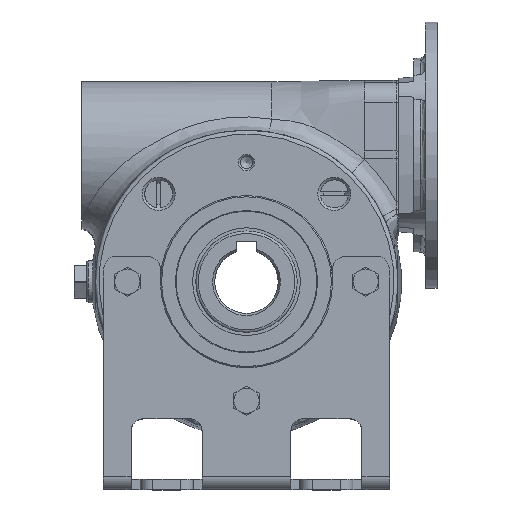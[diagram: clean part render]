
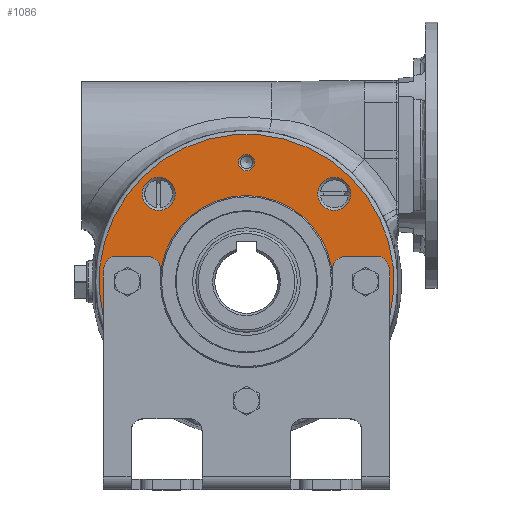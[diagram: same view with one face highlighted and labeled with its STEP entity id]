
A CAD part, top view. The second image highlights one B-rep face of the part: STEP entity #1086.
In plain terms, the highlighted planar face has unit normal (0, 0, 1).
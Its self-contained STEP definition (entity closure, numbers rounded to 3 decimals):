
#1086 = ADVANCED_FACE( '', ( #2602, #2603, #2604, #2605 ), #2606, .T. );
#2602 = FACE_BOUND( '', #5849, .T. );
#2603 = FACE_BOUND( '', #5850, .T. );
#2604 = FACE_BOUND( '', #5851, .T. );
#2605 = FACE_OUTER_BOUND( '', #5852, .T. );
#2606 = PLANE( '', #5853 );
#5849 = EDGE_LOOP( '', ( #10396 ) );
#5850 = EDGE_LOOP( '', ( #10397 ) );
#5851 = EDGE_LOOP( '', ( #10398 ) );
#5852 = EDGE_LOOP( '', ( #10399, #10400, #10401, #10402, #10403, #10404, #10405, #10406, #10407, #10408, #10409, #10410, #10411, #10412 ) );
#5853 = AXIS2_PLACEMENT_3D( '', #10413, #10414, #10415 );
#10396 = ORIENTED_EDGE( '', *, *, #13981, .T. );
#10397 = ORIENTED_EDGE( '', *, *, #14237, .T. );
#10398 = ORIENTED_EDGE( '', *, *, #14238, .T. );
#10399 = ORIENTED_EDGE( '', *, *, #14239, .F. );
#10400 = ORIENTED_EDGE( '', *, *, #14240, .T. );
#10401 = ORIENTED_EDGE( '', *, *, #14241, .F. );
#10402 = ORIENTED_EDGE( '', *, *, #14242, .T. );
#10403 = ORIENTED_EDGE( '', *, *, #14169, .F. );
#10404 = ORIENTED_EDGE( '', *, *, #14243, .F. );
#10405 = ORIENTED_EDGE( '', *, *, #14244, .F. );
#10406 = ORIENTED_EDGE( '', *, *, #13411, .F. );
#10407 = ORIENTED_EDGE( '', *, *, #14245, .F. );
#10408 = ORIENTED_EDGE( '', *, *, #14246, .T. );
#10409 = ORIENTED_EDGE( '', *, *, #14247, .F. );
#10410 = ORIENTED_EDGE( '', *, *, #14248, .F. );
#10411 = ORIENTED_EDGE( '', *, *, #14249, .F. );
#10412 = ORIENTED_EDGE( '', *, *, #13359, .F. );
#10413 = CARTESIAN_POINT( '', ( 34., 0., 38. ) );
#10414 = DIRECTION( '', ( 0., 0., 1. ) );
#10415 = DIRECTION( '', ( 1., 0., 0. ) );
#13359 = EDGE_CURVE( '', #15289, #15290, #15291, .T. );
#13411 = EDGE_CURVE( '', #15386, #15387, #15388, .T. );
#13981 = EDGE_CURVE( '', #16311, #16311, #16312, .T. );
#14169 = EDGE_CURVE( '', #16592, #16594, #16595, .T. );
#14237 = EDGE_CURVE( '', #16680, #16680, #16681, .T. );
#14238 = EDGE_CURVE( '', #16682, #16682, #16683, .T. );
#14239 = EDGE_CURVE( '', #16684, #15289, #16685, .T. );
#14240 = EDGE_CURVE( '', #16684, #16686, #16687, .T. );
#14241 = EDGE_CURVE( '', #16688, #16686, #16689, .T. );
#14242 = EDGE_CURVE( '', #16688, #16594, #16690, .T. );
#14243 = EDGE_CURVE( '', #16691, #16592, #16692, .T. );
#14244 = EDGE_CURVE( '', #15387, #16691, #16693, .T. );
#14245 = EDGE_CURVE( '', #16694, #15386, #16695, .T. );
#14246 = EDGE_CURVE( '', #16694, #15434, #16696, .F. );
#14247 = EDGE_CURVE( '', #16697, #15434, #16698, .T. );
#14248 = EDGE_CURVE( '', #16699, #16697, #16700, .T. );
#14249 = EDGE_CURVE( '', #15290, #16699, #16701, .T. );
#15289 = VERTEX_POINT( '', #18161 );
#15290 = VERTEX_POINT( '', #18162 );
#15291 = LINE( '', #18163, #18164 );
#15386 = VERTEX_POINT( '', #18287 );
#15387 = VERTEX_POINT( '', #18288 );
#15388 = CIRCLE( '', #18289, 56.5 );
#15434 = VERTEX_POINT( '', #18360 );
#16311 = VERTEX_POINT( '', #20294 );
#16312 = CIRCLE( '', #20295, 3.259 );
#16592 = VERTEX_POINT( '', #20697 );
#16594 = VERTEX_POINT( '', #20700 );
#16595 = CIRCLE( '', #20701, 5. );
#16680 = VERTEX_POINT( '', #20941 );
#16681 = CIRCLE( '', #20942, 6.5 );
#16682 = VERTEX_POINT( '', #20943 );
#16683 = CIRCLE( '', #20944, 6.5 );
#16684 = VERTEX_POINT( '', #20945 );
#16685 = CIRCLE( '', #20946, 5. );
#16686 = VERTEX_POINT( '', #20947 );
#16687 = LINE( '', #20948, #20949 );
#16688 = VERTEX_POINT( '', #20950 );
#16689 = CIRCLE( '', #20951, 34. );
#16690 = LINE( '', #20952, #20953 );
#16691 = VERTEX_POINT( '', #20954 );
#16692 = LINE( '', #20955, #20956 );
#16693 = CIRCLE( '', #20957, 5. );
#16694 = VERTEX_POINT( '', #20958 );
#16695 = LINE( '', #20959, #20960 );
#16696 = CIRCLE( '', #20961, 58.155 );
#16697 = VERTEX_POINT( '', #20962 );
#16698 = LINE( '', #20963, #20964 );
#16699 = VERTEX_POINT( '', #20965 );
#16700 = CIRCLE( '', #20966, 56.5 );
#16701 = CIRCLE( '', #20967, 5. );
#18161 = CARTESIAN_POINT( '', ( -39., 10., 38. ) );
#18162 = CARTESIAN_POINT( '', ( -51.257, 10., 38. ) );
#18163 = CARTESIAN_POINT( '', ( 0., 10., 38. ) );
#18164 = VECTOR( '', #22990, 1000. );
#18287 = CARTESIAN_POINT( '', ( 56.5, 0., 38. ) );
#18288 = CARTESIAN_POINT( '', ( 56.233, 5.485, 38. ) );
#18289 = AXIS2_PLACEMENT_3D( '', #23076, #23077, #23078 );
#18360 = CARTESIAN_POINT( '', ( -56.5, -13.775, 38. ) );
#20294 = CARTESIAN_POINT( '', ( 3.258, 47., 38. ) );
#20295 = AXIS2_PLACEMENT_3D( '', #23751, #23752, #23753 );
#20697 = CARTESIAN_POINT( '', ( 39., 10., 38. ) );
#20700 = CARTESIAN_POINT( '', ( 34., 5., 38. ) );
#20701 = AXIS2_PLACEMENT_3D( '', #23994, #23995, #23996 );
#20941 = CARTESIAN_POINT( '', ( -41.148, 34.648, 38. ) );
#20942 = AXIS2_PLACEMENT_3D( '', #24080, #24081, #24082 );
#20943 = CARTESIAN_POINT( '', ( 28.148, 34.648, 38. ) );
#20944 = AXIS2_PLACEMENT_3D( '', #24083, #24084, #24085 );
#20945 = CARTESIAN_POINT( '', ( -34., 5., 38. ) );
#20946 = AXIS2_PLACEMENT_3D( '', #24086, #24087, #24088 );
#20947 = CARTESIAN_POINT( '', ( -34., 0., 38. ) );
#20948 = CARTESIAN_POINT( '', ( -34., 0., 38. ) );
#20949 = VECTOR( '', #24089, 1000. );
#20950 = CARTESIAN_POINT( '', ( 34., 0., 38. ) );
#20951 = AXIS2_PLACEMENT_3D( '', #24090, #24091, #24092 );
#20952 = CARTESIAN_POINT( '', ( 34., 0., 38. ) );
#20953 = VECTOR( '', #24093, 1000. );
#20954 = CARTESIAN_POINT( '', ( 51.257, 10., 38. ) );
#20955 = CARTESIAN_POINT( '', ( 0., 10., 38. ) );
#20956 = VECTOR( '', #24094, 1000. );
#20957 = AXIS2_PLACEMENT_3D( '', #24095, #24096, #24097 );
#20958 = CARTESIAN_POINT( '', ( 56.5, -13.775, 38. ) );
#20959 = CARTESIAN_POINT( '', ( 56.5, -78.822, 38. ) );
#20960 = VECTOR( '', #24098, 1000. );
#20961 = AXIS2_PLACEMENT_3D( '', #24099, #24100, #24101 );
#20962 = CARTESIAN_POINT( '', ( -56.5, 0., 38. ) );
#20963 = CARTESIAN_POINT( '', ( -56.5, -78.822, 38. ) );
#20964 = VECTOR( '', #24102, 1000. );
#20965 = CARTESIAN_POINT( '', ( -56.233, 5.485, 38. ) );
#20966 = AXIS2_PLACEMENT_3D( '', #24103, #24104, #24105 );
#20967 = AXIS2_PLACEMENT_3D( '', #24106, #24107, #24108 );
#22990 = DIRECTION( '', ( -1., 0., 0. ) );
#23076 = CARTESIAN_POINT( '', ( 0., 0., 38. ) );
#23077 = DIRECTION( '', ( 0., 0., 1. ) );
#23078 = DIRECTION( '', ( 0., 1., 0. ) );
#23751 = CARTESIAN_POINT( '', ( 0., 47., 38. ) );
#23752 = DIRECTION( '', ( 0., 0., -1. ) );
#23753 = DIRECTION( '', ( 1., 0., 0. ) );
#23994 = CARTESIAN_POINT( '', ( 39., 5., 38. ) );
#23995 = DIRECTION( '', ( 0., 0., 1. ) );
#23996 = DIRECTION( '', ( 0., 1., 0. ) );
#24080 = CARTESIAN_POINT( '', ( -34.648, 34.648, 38. ) );
#24081 = DIRECTION( '', ( 0., 0., -1. ) );
#24082 = DIRECTION( '', ( -1., 0., 0. ) );
#24083 = CARTESIAN_POINT( '', ( 34.648, 34.648, 38. ) );
#24084 = DIRECTION( '', ( 0., 0., -1. ) );
#24085 = DIRECTION( '', ( -1., 0., 0. ) );
#24086 = CARTESIAN_POINT( '', ( -39., 5., 38. ) );
#24087 = DIRECTION( '', ( 0., 0., 1. ) );
#24088 = DIRECTION( '', ( 0., 1., 0. ) );
#24089 = DIRECTION( '', ( 0., -1., 0. ) );
#24090 = CARTESIAN_POINT( '', ( 0., 0., 38. ) );
#24091 = DIRECTION( '', ( 0., 0., 1. ) );
#24092 = DIRECTION( '', ( 1., 0., 0. ) );
#24093 = DIRECTION( '', ( 0., 1., 0. ) );
#24094 = DIRECTION( '', ( -1., 0., 0. ) );
#24095 = CARTESIAN_POINT( '', ( 51.257, 5., 38. ) );
#24096 = DIRECTION( '', ( 0., 0., 1. ) );
#24097 = DIRECTION( '', ( 0., 1., 0. ) );
#24098 = DIRECTION( '', ( 0., 1., 0. ) );
#24099 = CARTESIAN_POINT( '', ( 0., 0., 38. ) );
#24100 = DIRECTION( '', ( 0., 0., -1. ) );
#24101 = DIRECTION( '', ( 0., -1., 0. ) );
#24102 = DIRECTION( '', ( 0., -1., 0. ) );
#24103 = CARTESIAN_POINT( '', ( 0., 0., 38. ) );
#24104 = DIRECTION( '', ( 0., 0., 1. ) );
#24105 = DIRECTION( '', ( 0., 1., 0. ) );
#24106 = CARTESIAN_POINT( '', ( -51.257, 5., 38. ) );
#24107 = DIRECTION( '', ( 0., 0., 1. ) );
#24108 = DIRECTION( '', ( 0., 1., 0. ) );
